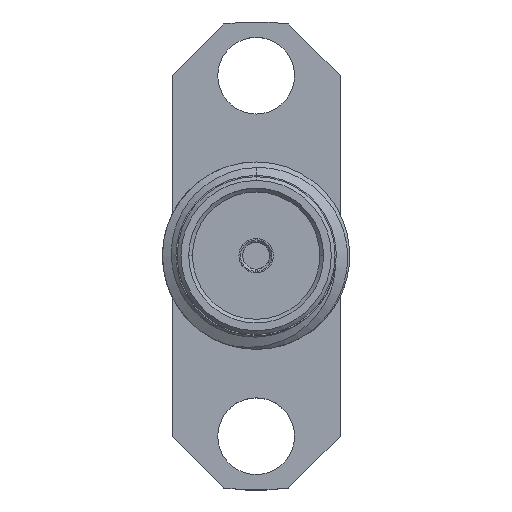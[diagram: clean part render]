
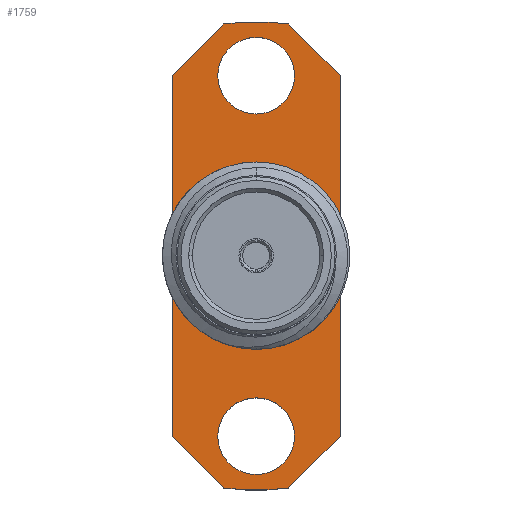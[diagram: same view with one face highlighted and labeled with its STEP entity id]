
A CAD part, top view. The second image highlights one B-rep face of the part: STEP entity #1759.
In plain terms, the highlighted planar face has unit normal (0, 0, 1).
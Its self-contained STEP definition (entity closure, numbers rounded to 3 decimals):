
#16 = DIRECTION ( 'NONE',  ( 0., 0., 1. ) ) ;
#58 = EDGE_CURVE ( 'NONE', #550, #2733, #1125, .T. ) ;
#64 = EDGE_CURVE ( 'NONE', #3098, #1152, #2173, .T. ) ;
#178 = DIRECTION ( 'NONE',  ( 0., 1., 0. ) ) ;
#198 = CARTESIAN_POINT ( 'NONE',  ( 2.85, -7.411, 0. ) ) ;
#216 = VECTOR ( 'NONE', #3895, 1000. ) ;
#253 = AXIS2_PLACEMENT_3D ( 'NONE', #1990, #2377, #2046 ) ;
#285 = LINE ( 'NONE', #1659, #3389 ) ;
#298 = VERTEX_POINT ( 'NONE', #2452 ) ;
#308 = DIRECTION ( 'NONE',  ( 1., 0., 0. ) ) ;
#388 = AXIS2_PLACEMENT_3D ( 'NONE', #1991, #3156, #4642 ) ;
#392 = VERTEX_POINT ( 'NONE', #2853 ) ;
#489 = CARTESIAN_POINT ( 'NONE',  ( -1.096, -7.864, 0. ) ) ;
#550 = VERTEX_POINT ( 'NONE', #489 ) ;
#583 = EDGE_CURVE ( 'NONE', #1363, #2727, #995, .T. ) ;
#587 = EDGE_CURVE ( 'NONE', #2733, #4614, #3549, .T. ) ;
#615 = VERTEX_POINT ( 'NONE', #1958 ) ;
#656 = VECTOR ( 'NONE', #1656, 1000. ) ;
#689 = ORIENTED_EDGE ( 'NONE', *, *, #1825, .T. ) ;
#705 = DIRECTION ( 'NONE',  ( 1., 0., 0. ) ) ;
#725 = CARTESIAN_POINT ( 'NONE',  ( -1.3, 6.11, 0. ) ) ;
#753 = EDGE_LOOP ( 'NONE', ( #2317, #1836 ) ) ;
#811 = AXIS2_PLACEMENT_3D ( 'NONE', #2207, #2544, #705 ) ;
#828 = FACE_OUTER_BOUND ( 'NONE', #1069, .T. ) ;
#982 = CARTESIAN_POINT ( 'NONE',  ( -1.096, 7.864, 0. ) ) ;
#991 = AXIS2_PLACEMENT_3D ( 'NONE', #4479, #2575, #308 ) ;
#995 = CIRCLE ( 'NONE', #253, 1.3 ) ;
#1042 = DIRECTION ( 'NONE',  ( 1., 0., 0. ) ) ;
#1069 = EDGE_LOOP ( 'NONE', ( #4303, #4276, #2512, #4628, #3055, #689, #2351, #3879 ) ) ;
#1078 = DIRECTION ( 'NONE',  ( 1., 0., 0. ) ) ;
#1112 = CARTESIAN_POINT ( 'NONE',  ( -2.85, 6.11, 0. ) ) ;
#1125 = CIRCLE ( 'NONE', #4693, 7.94 ) ;
#1129 = AXIS2_PLACEMENT_3D ( 'NONE', #2615, #3357, #1078 ) ;
#1152 = VERTEX_POINT ( 'NONE', #725 ) ;
#1216 = DIRECTION ( 'NONE',  ( 0., 0., 1. ) ) ;
#1306 = EDGE_LOOP ( 'NONE', ( #4684, #2350 ) ) ;
#1322 = CIRCLE ( 'NONE', #811, 1.3 ) ;
#1352 = VECTOR ( 'NONE', #4156, 1000. ) ;
#1354 = EDGE_CURVE ( 'NONE', #3396, #4161, #1884, .T. ) ;
#1363 = VERTEX_POINT ( 'NONE', #2519 ) ;
#1389 = DIRECTION ( 'NONE',  ( 0., 0., 1. ) ) ;
#1450 = EDGE_CURVE ( 'NONE', #615, #298, #1532, .T. ) ;
#1532 = CIRCLE ( 'NONE', #991, 2.825 ) ;
#1570 = CARTESIAN_POINT ( 'NONE',  ( -2.85, 6.11, 0. ) ) ;
#1571 = DIRECTION ( 'NONE',  ( 1., 0., 0. ) ) ;
#1585 = VECTOR ( 'NONE', #178, 1000. ) ;
#1635 = FACE_BOUND ( 'NONE', #1306, .T. ) ;
#1652 = CARTESIAN_POINT ( 'NONE',  ( 1.3, 6.11, 0. ) ) ;
#1653 = CARTESIAN_POINT ( 'NONE',  ( 2.85, -6.11, 0. ) ) ;
#1656 = DIRECTION ( 'NONE',  ( 0., -1., 0. ) ) ;
#1659 = CARTESIAN_POINT ( 'NONE',  ( 2.85, 6.11, 0. ) ) ;
#1708 = EDGE_CURVE ( 'NONE', #298, #615, #2848, .T. ) ;
#1724 = VECTOR ( 'NONE', #4199, 1000. ) ;
#1759 = ADVANCED_FACE ( 'NONE', ( #1635, #828, #1811, #4842 ), #4265, .T. ) ;
#1811 = FACE_BOUND ( 'NONE', #2112, .T. ) ;
#1825 = EDGE_CURVE ( 'NONE', #4448, #392, #1947, .T. ) ;
#1832 = EDGE_CURVE ( 'NONE', #4614, #2376, #3047, .T. ) ;
#1836 = ORIENTED_EDGE ( 'NONE', *, *, #3379, .F. ) ;
#1884 = CIRCLE ( 'NONE', #2456, 7.94 ) ;
#1942 = EDGE_CURVE ( 'NONE', #3396, #2376, #285, .T. ) ;
#1947 = LINE ( 'NONE', #3213, #656 ) ;
#1958 = CARTESIAN_POINT ( 'NONE',  ( 2.825, 0., 0. ) ) ;
#1990 = CARTESIAN_POINT ( 'NONE',  ( 0., -6.11, 0. ) ) ;
#1991 = CARTESIAN_POINT ( 'NONE',  ( 0., 0., 0. ) ) ;
#2046 = DIRECTION ( 'NONE',  ( 1., 0., 0. ) ) ;
#2112 = EDGE_LOOP ( 'NONE', ( #2608, #4076 ) ) ;
#2173 = CIRCLE ( 'NONE', #4849, 1.3 ) ;
#2191 = LINE ( 'NONE', #2595, #1352 ) ;
#2207 = CARTESIAN_POINT ( 'NONE',  ( 0., -6.11, 0. ) ) ;
#2317 = ORIENTED_EDGE ( 'NONE', *, *, #64, .F. ) ;
#2350 = ORIENTED_EDGE ( 'NONE', *, *, #1450, .F. ) ;
#2351 = ORIENTED_EDGE ( 'NONE', *, *, #3235, .F. ) ;
#2376 = VERTEX_POINT ( 'NONE', #3526 ) ;
#2377 = DIRECTION ( 'NONE',  ( 0., 0., 1. ) ) ;
#2391 = CARTESIAN_POINT ( 'NONE',  ( 0., 0., 0. ) ) ;
#2443 = DIRECTION ( 'NONE',  ( 0.707, -0.707, 0. ) ) ;
#2452 = CARTESIAN_POINT ( 'NONE',  ( -2.825, 0., 0. ) ) ;
#2456 = AXIS2_PLACEMENT_3D ( 'NONE', #3671, #1389, #4029 ) ;
#2512 = ORIENTED_EDGE ( 'NONE', *, *, #1942, .F. ) ;
#2519 = CARTESIAN_POINT ( 'NONE',  ( -1.3, -6.11, 0. ) ) ;
#2544 = DIRECTION ( 'NONE',  ( 0., 0., 1. ) ) ;
#2575 = DIRECTION ( 'NONE',  ( 0., 0., 1. ) ) ;
#2577 = AXIS2_PLACEMENT_3D ( 'NONE', #2391, #1216, #1571 ) ;
#2595 = CARTESIAN_POINT ( 'NONE',  ( -2.85, -6.11, 0. ) ) ;
#2608 = ORIENTED_EDGE ( 'NONE', *, *, #3663, .F. ) ;
#2615 = CARTESIAN_POINT ( 'NONE',  ( 0., 6.11, 0. ) ) ;
#2727 = VERTEX_POINT ( 'NONE', #3150 ) ;
#2731 = CARTESIAN_POINT ( 'NONE',  ( 2.85, -6.11, 0. ) ) ;
#2733 = VERTEX_POINT ( 'NONE', #3507 ) ;
#2756 = LINE ( 'NONE', #1570, #1724 ) ;
#2848 = CIRCLE ( 'NONE', #2577, 2.825 ) ;
#2853 = CARTESIAN_POINT ( 'NONE',  ( -2.85, -6.11, 0. ) ) ;
#2897 = CIRCLE ( 'NONE', #1129, 1.3 ) ;
#2943 = CARTESIAN_POINT ( 'NONE',  ( 0., 0., 0. ) ) ;
#3047 = LINE ( 'NONE', #198, #1585 ) ;
#3055 = ORIENTED_EDGE ( 'NONE', *, *, #4073, .T. ) ;
#3098 = VERTEX_POINT ( 'NONE', #1652 ) ;
#3150 = CARTESIAN_POINT ( 'NONE',  ( 1.3, -6.11, 0. ) ) ;
#3156 = DIRECTION ( 'NONE',  ( 0., 0., 1. ) ) ;
#3213 = CARTESIAN_POINT ( 'NONE',  ( -2.85, -7.411, 0. ) ) ;
#3235 = EDGE_CURVE ( 'NONE', #550, #392, #2191, .T. ) ;
#3320 = CARTESIAN_POINT ( 'NONE',  ( 0., 6.11, 0. ) ) ;
#3357 = DIRECTION ( 'NONE',  ( 0., 0., 1. ) ) ;
#3379 = EDGE_CURVE ( 'NONE', #1152, #3098, #2897, .T. ) ;
#3389 = VECTOR ( 'NONE', #2443, 1000. ) ;
#3396 = VERTEX_POINT ( 'NONE', #4467 ) ;
#3425 = DIRECTION ( 'NONE',  ( 1., 0., 0. ) ) ;
#3507 = CARTESIAN_POINT ( 'NONE',  ( 1.096, -7.864, 0. ) ) ;
#3526 = CARTESIAN_POINT ( 'NONE',  ( 2.85, 6.11, 0. ) ) ;
#3549 = LINE ( 'NONE', #2731, #216 ) ;
#3663 = EDGE_CURVE ( 'NONE', #2727, #1363, #1322, .T. ) ;
#3671 = CARTESIAN_POINT ( 'NONE',  ( 0., 0., 0. ) ) ;
#3879 = ORIENTED_EDGE ( 'NONE', *, *, #58, .T. ) ;
#3895 = DIRECTION ( 'NONE',  ( 0.707, 0.707, 0. ) ) ;
#4029 = DIRECTION ( 'NONE',  ( 1., 0., 0. ) ) ;
#4073 = EDGE_CURVE ( 'NONE', #4161, #4448, #2756, .T. ) ;
#4076 = ORIENTED_EDGE ( 'NONE', *, *, #583, .F. ) ;
#4156 = DIRECTION ( 'NONE',  ( -0.707, 0.707, 0. ) ) ;
#4161 = VERTEX_POINT ( 'NONE', #982 ) ;
#4199 = DIRECTION ( 'NONE',  ( -0.707, -0.707, 0. ) ) ;
#4265 = PLANE ( 'NONE',  #388 ) ;
#4276 = ORIENTED_EDGE ( 'NONE', *, *, #1832, .T. ) ;
#4303 = ORIENTED_EDGE ( 'NONE', *, *, #587, .T. ) ;
#4448 = VERTEX_POINT ( 'NONE', #1112 ) ;
#4467 = CARTESIAN_POINT ( 'NONE',  ( 1.096, 7.864, 0. ) ) ;
#4479 = CARTESIAN_POINT ( 'NONE',  ( 0., 0., 0. ) ) ;
#4551 = DIRECTION ( 'NONE',  ( 0., 0., 1. ) ) ;
#4614 = VERTEX_POINT ( 'NONE', #1653 ) ;
#4628 = ORIENTED_EDGE ( 'NONE', *, *, #1354, .T. ) ;
#4642 = DIRECTION ( 'NONE',  ( 1., 0., 0. ) ) ;
#4684 = ORIENTED_EDGE ( 'NONE', *, *, #1708, .F. ) ;
#4693 = AXIS2_PLACEMENT_3D ( 'NONE', #2943, #16, #3425 ) ;
#4842 = FACE_BOUND ( 'NONE', #753, .T. ) ;
#4849 = AXIS2_PLACEMENT_3D ( 'NONE', #3320, #4551, #1042 ) ;
